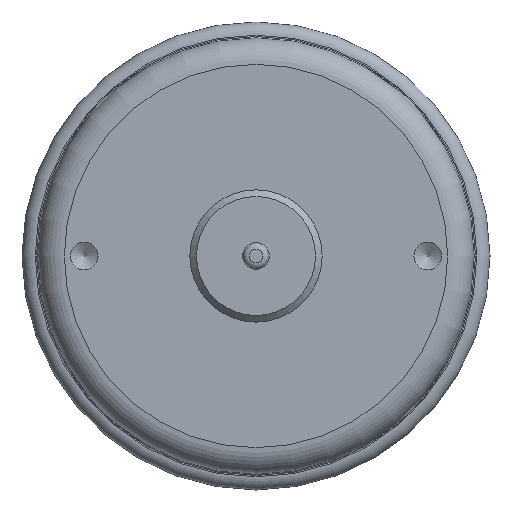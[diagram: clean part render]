
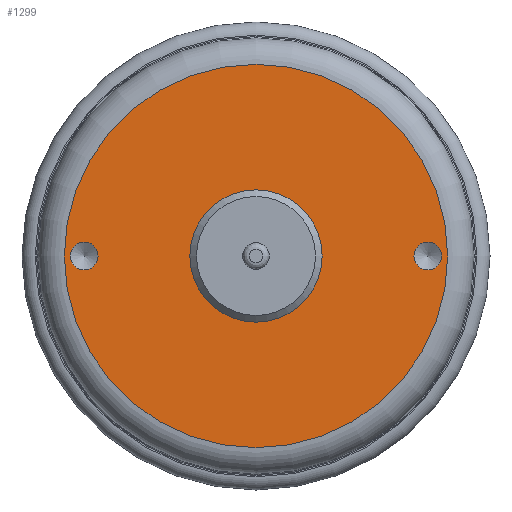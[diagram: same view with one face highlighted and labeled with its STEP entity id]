
A CAD part, front view. The second image highlights one B-rep face of the part: STEP entity #1299.
In plain terms, the highlighted planar face has unit normal (0, -1, 0).
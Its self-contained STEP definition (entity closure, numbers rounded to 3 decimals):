
#755=CARTESIAN_POINT('',(-11.944,0.0,0.0));
#756=VERTEX_POINT('',#755);
#757=CARTESIAN_POINT('',(-13.0,0.0,0.0));
#758=DIRECTION('',(0.0,1.0,0.0));
#759=DIRECTION('',(1.0,0.0,0.0));
#760=AXIS2_PLACEMENT_3D('',#757,#758,#759);
#761=CIRCLE('',#760,1.057);
#762=EDGE_CURVE('',#756,#756,#761,.T.);
#834=CARTESIAN_POINT('',(14.057,0.0,0.0));
#835=VERTEX_POINT('',#834);
#836=CARTESIAN_POINT('',(13.0,0.0,0.0));
#837=DIRECTION('',(0.0,1.0,0.0));
#838=DIRECTION('',(1.0,0.0,0.0));
#839=AXIS2_PLACEMENT_3D('',#836,#837,#838);
#840=CIRCLE('',#839,1.057);
#841=EDGE_CURVE('',#835,#835,#840,.T.);
#1087=CARTESIAN_POINT('',(5.0,0.0,0.));
#1088=VERTEX_POINT('',#1087);
#1089=CARTESIAN_POINT('',(0.0,0.0,0.0));
#1090=DIRECTION('',(0.0,1.0,0.0));
#1091=DIRECTION('',(-1.0,0.0,0.0));
#1092=AXIS2_PLACEMENT_3D('',#1089,#1090,#1091);
#1093=CIRCLE('',#1092,5.0);
#1094=EDGE_CURVE('',#1088,#1088,#1093,.T.);
#1270=CARTESIAN_POINT('',(-14.5,0.0,0.));
#1271=VERTEX_POINT('',#1270);
#1272=CARTESIAN_POINT('',(0.0,0.0,0.0));
#1273=DIRECTION('',(0.0,1.0,0.0));
#1274=DIRECTION('',(1.0,0.0,0.0));
#1275=AXIS2_PLACEMENT_3D('',#1272,#1273,#1274);
#1276=CIRCLE('',#1275,14.5);
#1277=EDGE_CURVE('',#1271,#1271,#1276,.T.);
#1282=CARTESIAN_POINT('',(0.0,0.0,0.0));
#1283=DIRECTION('',(0.0,-1.0,0.0));
#1284=DIRECTION('',(0.0,0.0,-1.0));
#1285=AXIS2_PLACEMENT_3D('',#1282,#1283,#1284);
#1286=PLANE('',#1285);
#1287=ORIENTED_EDGE('',*,*,#1277,.F.);
#1288=EDGE_LOOP('',(#1287));
#1289=FACE_OUTER_BOUND('',#1288,.T.);
#1290=ORIENTED_EDGE('',*,*,#762,.T.);
#1291=EDGE_LOOP('',(#1290));
#1292=FACE_BOUND('',#1291,.T.);
#1293=ORIENTED_EDGE('',*,*,#841,.T.);
#1294=EDGE_LOOP('',(#1293));
#1295=FACE_BOUND('',#1294,.T.);
#1296=ORIENTED_EDGE('',*,*,#1094,.T.);
#1297=EDGE_LOOP('',(#1296));
#1298=FACE_BOUND('',#1297,.T.);
#1299=ADVANCED_FACE('',(#1289,#1292,#1295,#1298),#1286,.T.);
